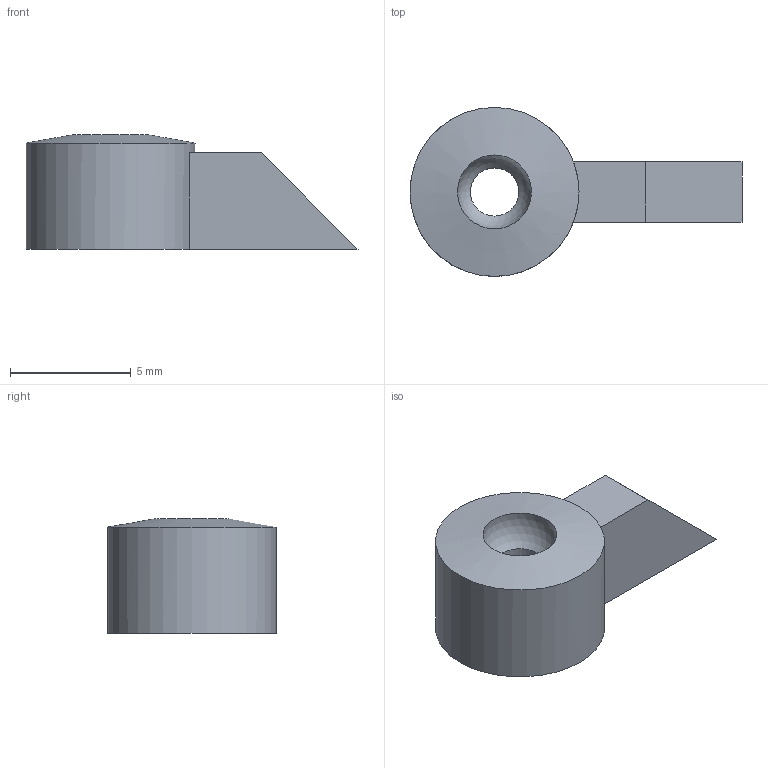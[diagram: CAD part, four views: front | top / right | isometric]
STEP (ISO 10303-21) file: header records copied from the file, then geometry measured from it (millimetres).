
FILE_DESCRIPTION(('FreeCAD Model'),'2;1');
FILE_NAME('Open CASCADE Shape Model','2025-02-23T12:44:53',(''),(''), 'Open CASCADE STEP processor 7.8','FreeCAD','Unknown');
FILE_SCHEMA(('AUTOMOTIVE_DESIGN { 1 0 10303 214 1 1 1 1 }'));
Length unit declared in the file: millimetre
Products named in the file (1): BearingSlug
Bounding box: 13.75 x 7 x 4.75 mm (x, y, z)
Volume: 205.4 mm3; surface area: 266.4 mm2
Topology: 1 solids, 1 shells, 9 faces, 22 edges, 14 vertices
Faces by surface type: plane 5, cylinder 2, sphere 1, cone 1
Full cylindrical faces by diameter (mm): 2 x1, 7 x1
Entity records: 295 total; most frequent: DIRECTION 51, CARTESIAN_POINT 46, ORIENTED_EDGE 44, EDGE_CURVE 22, AXIS2_PLACEMENT_3D 19, VERTEX_POINT 14, LINE 13, VECTOR 13
